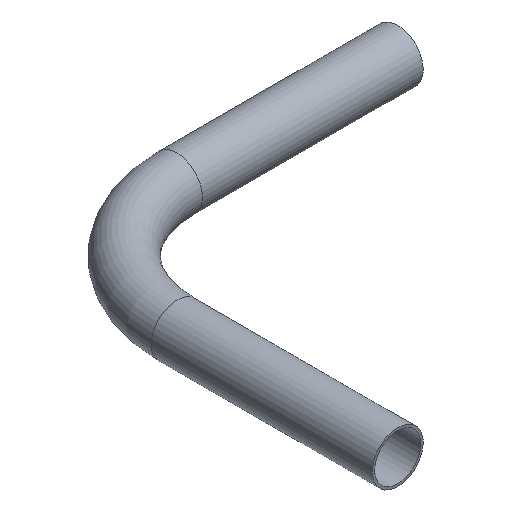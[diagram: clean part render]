
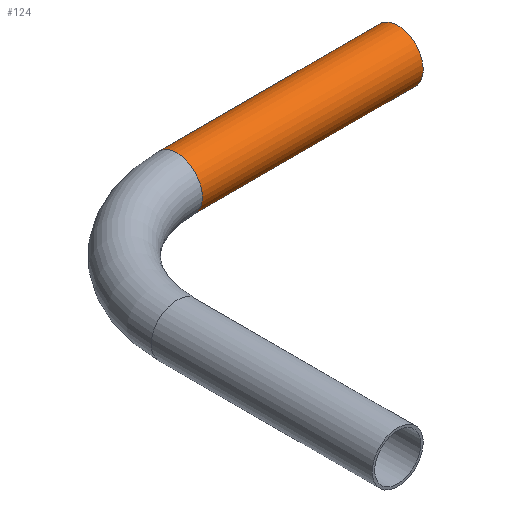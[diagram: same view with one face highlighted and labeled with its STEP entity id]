
A CAD part, isometric view. The second image highlights one B-rep face of the part: STEP entity #124.
In plain terms, the highlighted cylindrical face has radius 12.5 mm (diameter 25 mm), a full revolution.
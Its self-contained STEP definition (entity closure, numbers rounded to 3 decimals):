
#24=FACE_OUTER_BOUND('',#32,.T.);
#32=EDGE_LOOP('',(#101,#102,#103,#104));
#41=LINE('',#241,#45);
#45=VECTOR('',#200,12.5);
#54=CIRCLE('',#163,12.5);
#55=CIRCLE('',#164,12.5);
#65=VERTEX_POINT('',#238);
#66=VERTEX_POINT('',#240);
#78=EDGE_CURVE('',#65,#65,#54,.T.);
#79=EDGE_CURVE('',#65,#66,#41,.T.);
#80=EDGE_CURVE('',#66,#66,#55,.T.);
#101=ORIENTED_EDGE('',*,*,#78,.F.);
#102=ORIENTED_EDGE('',*,*,#79,.T.);
#103=ORIENTED_EDGE('',*,*,#80,.T.);
#104=ORIENTED_EDGE('',*,*,#79,.F.);
#119=CYLINDRICAL_SURFACE('',#162,12.5);
#124=ADVANCED_FACE('',(#24),#119,.T.);
#162=AXIS2_PLACEMENT_3D('',#237,#196,#197);
#163=AXIS2_PLACEMENT_3D('',#239,#198,#199);
#164=AXIS2_PLACEMENT_3D('',#242,#201,#202);
#196=DIRECTION('center_axis',(1.,0.,0.));
#197=DIRECTION('ref_axis',(0.,1.,0.));
#198=DIRECTION('center_axis',(1.,0.,0.));
#199=DIRECTION('ref_axis',(0.,1.,0.));
#200=DIRECTION('',(-1.,0.,0.));
#201=DIRECTION('center_axis',(1.,0.,0.));
#202=DIRECTION('ref_axis',(0.,1.,0.));
#237=CARTESIAN_POINT('Origin',(62.5,170.8,0.));
#238=CARTESIAN_POINT('',(170.8,158.3,0.));
#239=CARTESIAN_POINT('Origin',(170.8,170.8,0.));
#240=CARTESIAN_POINT('',(62.5,158.3,0.));
#241=CARTESIAN_POINT('',(62.5,158.3,0.));
#242=CARTESIAN_POINT('Origin',(62.5,170.8,0.));
